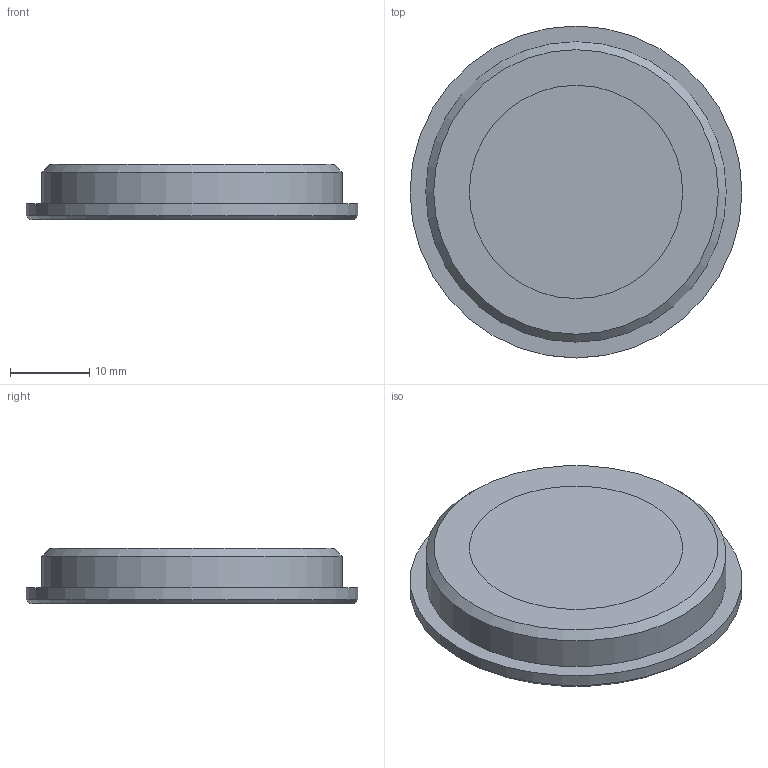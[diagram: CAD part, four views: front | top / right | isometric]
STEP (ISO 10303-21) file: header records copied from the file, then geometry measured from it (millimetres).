
FILE_DESCRIPTION(/* description */ (''),/* implementation_level */ '2;1');
FILE_NAME(/* name */ 'Engine plugs v3.step',/* time_stamp */ '2024-02-10T17:59:41+01:00',/* author */ (''),/* organization */ (''),/* preprocessor_version */ 'ST-DEVELOPER v20',/* originating_system */ 'Autodesk Translation Framework v12.20.1.177',/* authorisation */ '');
FILE_SCHEMA (('AUTOMOTIVE_DESIGN { 1 0 10303 214 3 1 1 }'));
Length unit declared in the file: millimetre
Products named in the file (3): Engine plugs; 29 mm; 38 mm
Assembly tree (2 placements, depth 2):
  Engine plugs
    29 mm
    38 mm
Bounding box: 42 x 42 x 7 mm (x, y, z)
Surface area: 6155.7 mm2
Topology: 10 solids, 10 shells, 257 faces, 701 edges, 466 vertices
Faces by surface type: bspline 175, plane 74, cone 4, cylinder 4
Full cylindrical faces by diameter (mm): 29 x1, 32 x1, 38 x1, 42 x1
Entity records: 9794 total; most frequent: CARTESIAN_POINT 4404, ORIENTED_EDGE 1402, EDGE_CURVE 701, DIRECTION 537, VERTEX_POINT 466, B_SPLINE_CURVE_WITH_KNOTS 350, LINE 339, VECTOR 339
